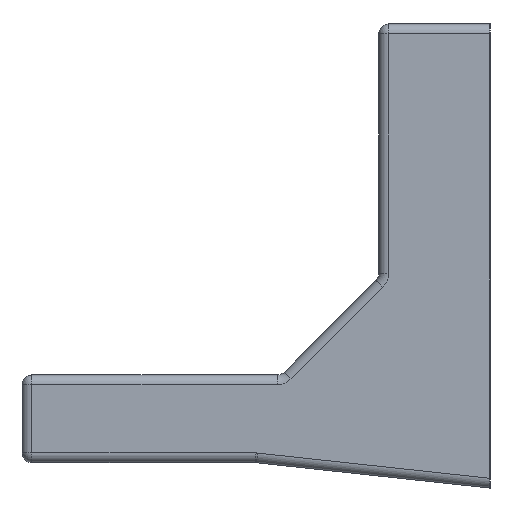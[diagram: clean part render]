
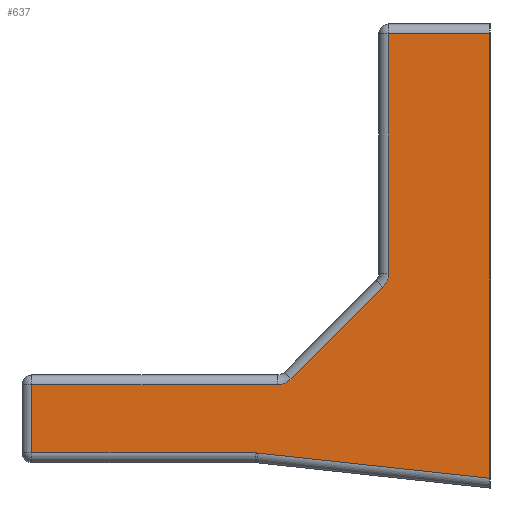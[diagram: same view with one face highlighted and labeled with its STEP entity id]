
A CAD part, left-side view. The second image highlights one B-rep face of the part: STEP entity #637.
In plain terms, the highlighted planar face has unit normal (-1, 0, 0).
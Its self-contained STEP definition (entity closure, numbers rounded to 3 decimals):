
#637=ADVANCED_FACE('',(#1382),#1383,.T.);
#1382=FACE_OUTER_BOUND('',#2219,.T.);
#1383=PLANE('',#2220);
#2219=EDGE_LOOP('',(#4050,#4051,#4052,#4053,#4054,#4055,#4056,#4057,#4058,#4059,#4060));
#2220=AXIS2_PLACEMENT_3D('',#4061,#4062,#4063);
#4050=ORIENTED_EDGE('',*,*,#5521,.T.);
#4051=ORIENTED_EDGE('',*,*,#5522,.T.);
#4052=ORIENTED_EDGE('',*,*,#5523,.T.);
#4053=ORIENTED_EDGE('',*,*,#5423,.T.);
#4054=ORIENTED_EDGE('',*,*,#5524,.T.);
#4055=ORIENTED_EDGE('',*,*,#5519,.T.);
#4056=ORIENTED_EDGE('',*,*,#5525,.T.);
#4057=ORIENTED_EDGE('',*,*,#5526,.F.);
#4058=ORIENTED_EDGE('',*,*,#5527,.T.);
#4059=ORIENTED_EDGE('',*,*,#5492,.T.);
#4060=ORIENTED_EDGE('',*,*,#5487,.T.);
#4061=CARTESIAN_POINT('',(0.,0.0,1.3));
#4062=DIRECTION('',(-1.0,0.0,0.0));
#4063=DIRECTION('',(0.0,1.0,0.0));
#5423=EDGE_CURVE('',#6602,#6600,#6603,.T.);
#5487=EDGE_CURVE('',#6695,#6693,#6696,.T.);
#5492=EDGE_CURVE('',#6701,#6695,#6702,.T.);
#5519=EDGE_CURVE('',#6735,#6737,#6739,.T.);
#5521=EDGE_CURVE('',#6693,#6741,#6742,.T.);
#5522=EDGE_CURVE('',#6741,#6743,#6744,.T.);
#5523=EDGE_CURVE('',#6743,#6602,#6745,.T.);
#5524=EDGE_CURVE('',#6600,#6735,#6746,.T.);
#5525=EDGE_CURVE('',#6737,#6747,#6748,.T.);
#5526=EDGE_CURVE('',#6749,#6747,#6750,.T.);
#5527=EDGE_CURVE('',#6749,#6701,#6751,.T.);
#6600=VERTEX_POINT('',#8143);
#6602=VERTEX_POINT('',#8145);
#6603=LINE('',#8146,#8147);
#6693=VERTEX_POINT('',#8269);
#6695=VERTEX_POINT('',#8271);
#6696=LINE('',#8272,#8273);
#6701=VERTEX_POINT('',#8278);
#6702=LINE('',#8279,#8280);
#6735=VERTEX_POINT('',#8321);
#6737=VERTEX_POINT('',#8323);
#6739=LINE('',#8325,#8326);
#6741=VERTEX_POINT('',#8328);
#6742=LINE('',#8329,#8330);
#6743=VERTEX_POINT('',#8331);
#6744=CIRCLE('',#8332,1.0);
#6745=LINE('',#8333,#8334);
#6746=LINE('',#8335,#8336);
#6747=VERTEX_POINT('',#8337);
#6748=CIRCLE('',#8338,1.0);
#6749=VERTEX_POINT('',#8339);
#6750=LINE('',#8340,#8341);
#6751=CIRCLE('',#8342,1.0);
#8143=CARTESIAN_POINT('',(0.,0.0,23.3));
#8145=CARTESIAN_POINT('',(0.,0.0,0.503));
#8146=CARTESIAN_POINT('',(0.,0.0,0.503));
#8147=VECTOR('',#9358,1.0);
#8269=CARTESIAN_POINT('',(0.,23.5,1.8));
#8271=CARTESIAN_POINT('',(0.,23.5,5.3));
#8272=CARTESIAN_POINT('',(0.,23.5,5.3));
#8273=VECTOR('',#9430,1.0);
#8278=CARTESIAN_POINT('',(0.,10.907,5.3));
#8279=CARTESIAN_POINT('',(0.,10.907,5.3));
#8280=VECTOR('',#9437,1.0);
#8321=CARTESIAN_POINT('',(0.,5.2,23.3));
#8323=CARTESIAN_POINT('',(0.,5.2,11.007));
#8325=CARTESIAN_POINT('',(0.,5.2,23.3));
#8326=VECTOR('',#9476,1.0);
#8328=CARTESIAN_POINT('',(0.,12.027,1.8));
#8329=CARTESIAN_POINT('',(0.,23.5,1.8));
#8330=VECTOR('',#9477,1.0);
#8331=CARTESIAN_POINT('',(0.,11.919,1.794));
#8332=AXIS2_PLACEMENT_3D('',#9478,#9479,#9480);
#8333=CARTESIAN_POINT('',(0.,11.919,1.794));
#8334=VECTOR('',#9481,1.0);
#8335=CARTESIAN_POINT('',(0.,0.0,23.3));
#8336=VECTOR('',#9482,1.0);
#8337=CARTESIAN_POINT('',(0.,5.493,10.3));
#8338=AXIS2_PLACEMENT_3D('',#9483,#9484,#9485);
#8339=CARTESIAN_POINT('',(0.,10.2,5.593));
#8340=CARTESIAN_POINT('',(0.,10.2,5.593));
#8341=VECTOR('',#9486,1.0);
#8342=AXIS2_PLACEMENT_3D('',#9487,#9488,#9489);
#9358=DIRECTION('',(0.0,0.0,1.0));
#9430=DIRECTION('',(0.0,0.0,-1.0));
#9437=DIRECTION('',(0.0,1.0,0.));
#9476=DIRECTION('',(0.0,0.0,-1.0));
#9477=DIRECTION('',(0.0,-1.0,0.));
#9478=CARTESIAN_POINT('',(0.,12.027,0.8));
#9479=DIRECTION('',(1.0,0.0,-0.0));
#9480=DIRECTION('',(0.0,0.0,1.0));
#9481=DIRECTION('',(0.0,-0.994,-0.108));
#9482=DIRECTION('',(0.0,1.0,0.0));
#9483=CARTESIAN_POINT('',(0.,6.2,11.007));
#9484=DIRECTION('',(1.0,0.0,0.0));
#9485=DIRECTION('',(0.0,-1.0,0.0));
#9486=DIRECTION('',(0.0,-0.707,0.707));
#9487=CARTESIAN_POINT('',(0.,10.907,6.3));
#9488=DIRECTION('',(1.0,0.0,0.0));
#9489=DIRECTION('',(0.0,-0.707,-0.707));
